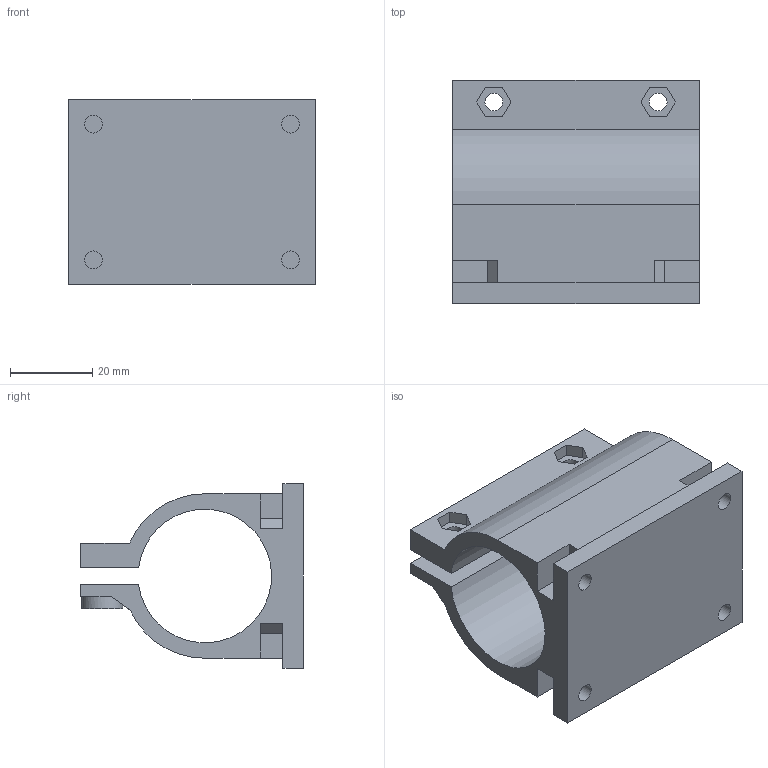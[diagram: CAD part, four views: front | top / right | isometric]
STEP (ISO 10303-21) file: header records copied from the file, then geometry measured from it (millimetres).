
FILE_DESCRIPTION(('FreeCAD Model'),'2;1');
FILE_NAME('Open CASCADE Shape Model','2025-11-18T01:01:18',(''),(''), 'Open CASCADE STEP processor 7.8','FreeCAD','Unknown');
FILE_SCHEMA(('AUTOMOTIVE_DESIGN { 1 0 10303 214 1 1 1 1 }'));
Length unit declared in the file: millimetre
Products named in the file (1): lofasz
Bounding box: 60 x 54.25 x 45 mm (x, y, z)
Volume: 49925.9 mm3; surface area: 21282.8 mm2
Topology: 1 solids, 1 shells, 61 faces, 173 edges, 116 vertices
Faces by surface type: plane 48, cylinder 13
Full cylindrical faces by diameter (mm): 4.3 x8, 10 x2
Entity records: 2027 total; most frequent: CARTESIAN_POINT 353, ORIENTED_EDGE 346, DIRECTION 327, EDGE_CURVE 173, LINE 139, VECTOR 139, VERTEX_POINT 116, AXIS2_PLACEMENT_3D 94
